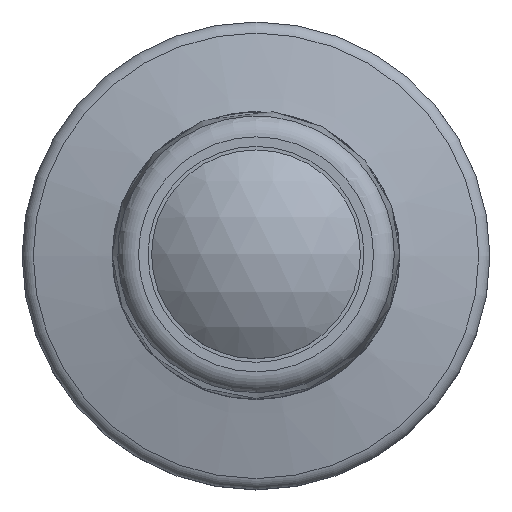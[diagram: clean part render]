
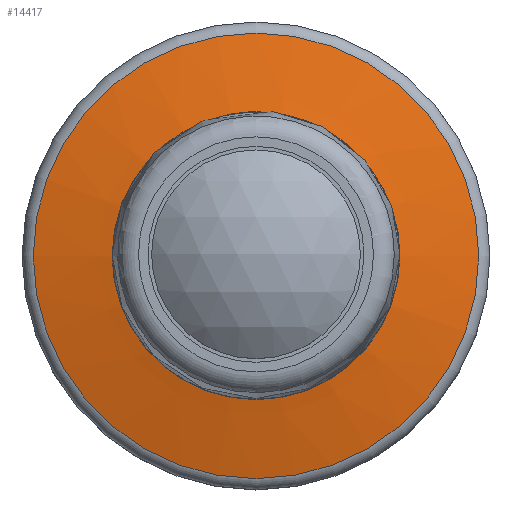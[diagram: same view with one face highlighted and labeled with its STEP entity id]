
A CAD part, top view. The second image highlights one B-rep face of the part: STEP entity #14417.
In plain terms, the highlighted conical face has half-angle 77.011 degrees and reference radius 22.112 mm.
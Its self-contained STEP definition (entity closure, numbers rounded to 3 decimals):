
#14386=CARTESIAN_POINT('',(30.95,0.,16.349));
#14387=VERTEX_POINT('',#14386);
#14388=CARTESIAN_POINT('',(0.,0.,16.349));
#14389=DIRECTION('',(0.0,0.0,-1.0));
#14390=DIRECTION('',(1.0,0.0,0.0));
#14391=AXIS2_PLACEMENT_3D('',#14388,#14389,#14390);
#14392=CIRCLE('',#14391,30.95);
#14393=EDGE_CURVE('',#14387,#14387,#14392,.T.);
#14398=CARTESIAN_POINT('',(0.,0.,18.387));
#14399=DIRECTION('',(0.,0.,-1.0));
#14400=DIRECTION('',(1.0,0.0,0.0));
#14401=AXIS2_PLACEMENT_3D('',#14398,#14399,#14400);
#14402=CONICAL_SURFACE('',#14401,22.112,77.011);
#14403=ORIENTED_EDGE('',*,*,#14393,.F.);
#14404=EDGE_LOOP('',(#14403));
#14405=FACE_OUTER_BOUND('',#14404,.T.);
#14406=CARTESIAN_POINT('',(13.275,0.,20.426));
#14407=VERTEX_POINT('',#14406);
#14408=CARTESIAN_POINT('',(0.,0.,20.426));
#14409=DIRECTION('',(0.0,0.0,-1.0));
#14410=DIRECTION('',(1.0,0.0,0.0));
#14411=AXIS2_PLACEMENT_3D('',#14408,#14409,#14410);
#14412=CIRCLE('',#14411,13.275);
#14413=EDGE_CURVE('',#14407,#14407,#14412,.T.);
#14414=ORIENTED_EDGE('',*,*,#14413,.T.);
#14415=EDGE_LOOP('',(#14414));
#14416=FACE_BOUND('',#14415,.T.);
#14417=ADVANCED_FACE('',(#14405,#14416),#14402,.T.);
